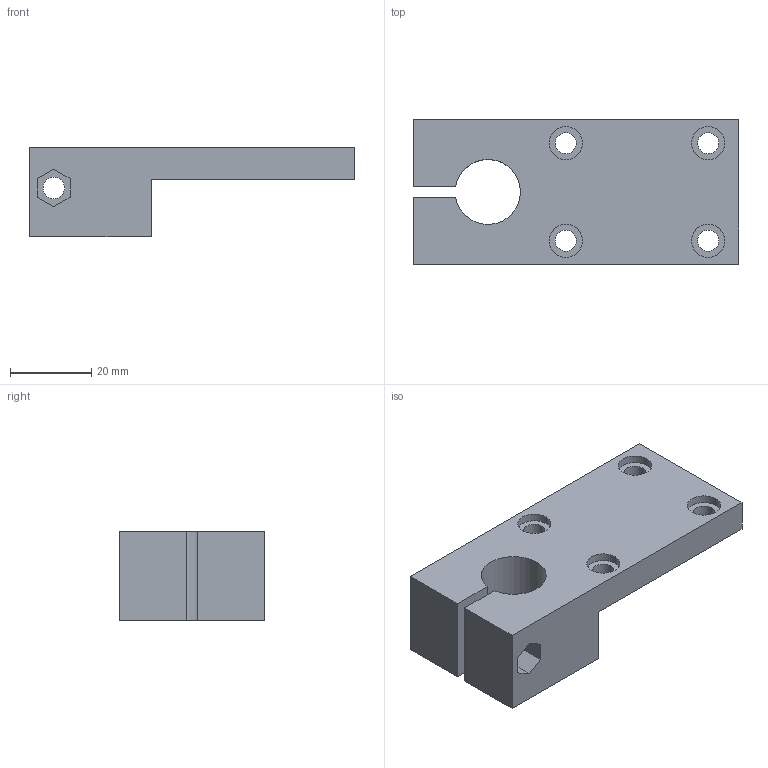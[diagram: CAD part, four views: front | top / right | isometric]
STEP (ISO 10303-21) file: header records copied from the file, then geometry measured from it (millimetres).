
FILE_DESCRIPTION (( 'STEP AP214' ), '1' );
FILE_NAME ('Rod support.STEP', '2019-07-07T22:49:47', ( '' ), ( '' ), 'SwSTEP 2.0', 'SolidWorks 2018', '' );
FILE_SCHEMA (( 'AUTOMOTIVE_DESIGN' ));
Length unit declared in the file: millimetre
Products named in the file (1): Rod support
Bounding box: 80 x 35.5 x 22 mm (x, y, z)
Volume: 30478.9 mm3; surface area: 11443.1 mm2
Topology: 1 solids, 1 shells, 49 faces, 120 edges, 80 vertices
Faces by surface type: cylinder 25, plane 24
Entity records: 1522 total; most frequent: DIRECTION 270, CARTESIAN_POINT 250, ORIENTED_EDGE 240, EDGE_CURVE 120, AXIS2_PLACEMENT_3D 100, VERTEX_POINT 80, VECTOR 70, LINE 70
